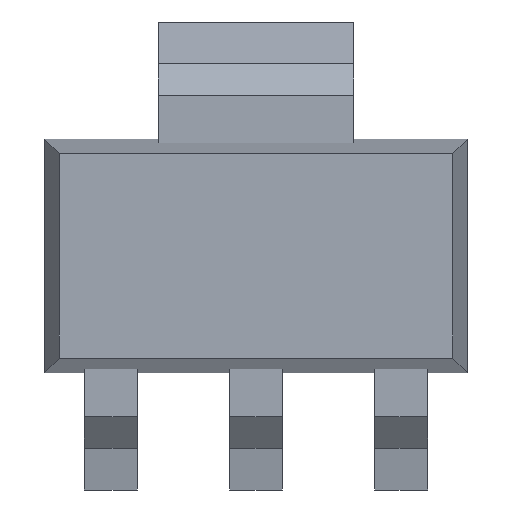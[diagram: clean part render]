
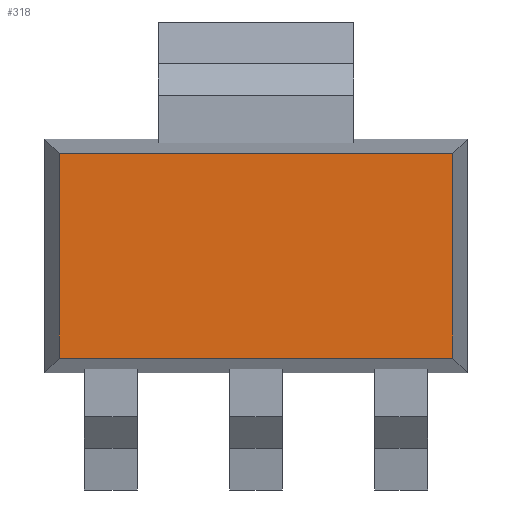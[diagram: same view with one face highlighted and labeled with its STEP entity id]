
A CAD part, top view. The second image highlights one B-rep face of the part: STEP entity #318.
In plain terms, the highlighted planar face has unit normal (0, 0, 1).
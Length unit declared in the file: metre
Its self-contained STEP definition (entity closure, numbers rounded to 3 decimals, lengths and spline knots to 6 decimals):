
#318 = ADVANCED_FACE( '', ( #744 ), #745, .F. );
#360 = EDGE_CURVE( '', #798, #799, #800, .T. );
#362 = EDGE_CURVE( '', #802, #583, #803, .T. );
#500 = EDGE_CURVE( '', #583, #798, #968, .T. );
#518 = EDGE_CURVE( '', #799, #802, #988, .T. );
#583 = VERTEX_POINT( '', #1063 );
#744 = FACE_OUTER_BOUND( '', #1299, .T. );
#745 = PLANE( '', #1300 );
#798 = VERTEX_POINT( '', #1384 );
#799 = VERTEX_POINT( '', #1385 );
#800 = LINE( '', #1386, #1387 );
#802 = VERTEX_POINT( '', #1390 );
#803 = LINE( '', #1391, #1392 );
#968 = LINE( '', #1654, #1655 );
#988 = LINE( '', #1688, #1689 );
#1063 = CARTESIAN_POINT( '', ( -0.003121, 0.001617, 0.001785 ) );
#1299 = EDGE_LOOP( '', ( #1900, #1901, #1902, #1903 ) );
#1300 = AXIS2_PLACEMENT_3D( '', #1904, #1905, #1906 );
#1384 = CARTESIAN_POINT( '', ( -0.003121, -0.001625, 0.001785 ) );
#1385 = CARTESIAN_POINT( '', ( 0.003121, -0.001625, 0.001785 ) );
#1386 = CARTESIAN_POINT( '', ( -0.00335, -0.001625, 0.001785 ) );
#1387 = VECTOR( '', #1970, 1. );
#1390 = CARTESIAN_POINT( '', ( 0.003121, 0.001617, 0.001785 ) );
#1391 = CARTESIAN_POINT( '', ( 0.00335, 0.001617, 0.001785 ) );
#1392 = VECTOR( '', #1971, 1. );
#1654 = CARTESIAN_POINT( '', ( -0.003121, 0.001846, 0.001785 ) );
#1655 = VECTOR( '', #2206, 1. );
#1688 = CARTESIAN_POINT( '', ( 0.003121, -0.001854, 0.001785 ) );
#1689 = VECTOR( '', #2229, 1. );
#1900 = ORIENTED_EDGE( '', *, *, #362, .T. );
#1901 = ORIENTED_EDGE( '', *, *, #500, .T. );
#1902 = ORIENTED_EDGE( '', *, *, #360, .T. );
#1903 = ORIENTED_EDGE( '', *, *, #518, .T. );
#1904 = CARTESIAN_POINT( '', ( 0., -0.000004, 0.001785 ) );
#1905 = DIRECTION( '', ( 0., 0., -1. ) );
#1906 = DIRECTION( '', ( 0., -1., 0. ) );
#1970 = DIRECTION( '', ( 1., 0., 0. ) );
#1971 = DIRECTION( '', ( -1., 0., 0. ) );
#2206 = DIRECTION( '', ( 0., -1., 0. ) );
#2229 = DIRECTION( '', ( 0., 1., 0. ) );
